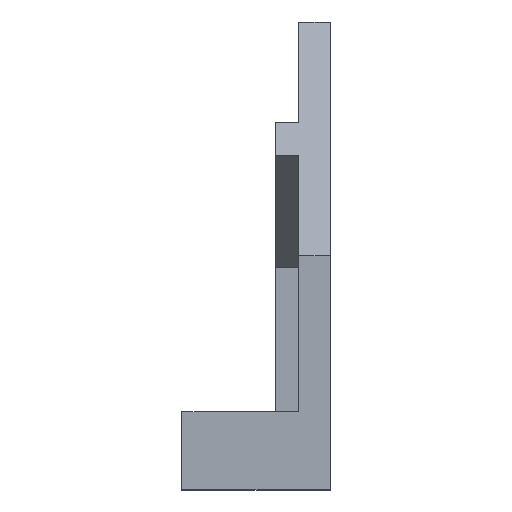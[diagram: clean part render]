
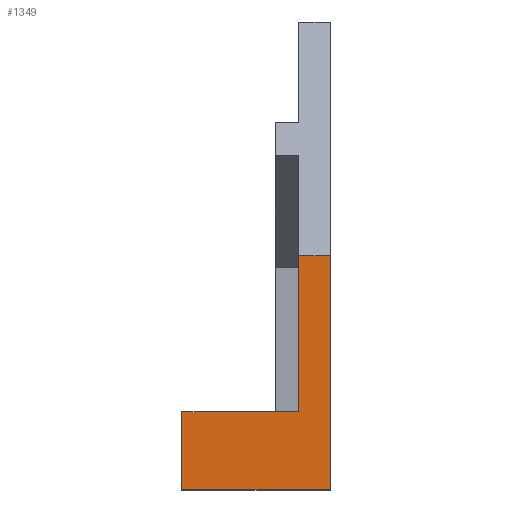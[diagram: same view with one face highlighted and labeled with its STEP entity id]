
A CAD part, left-side view. The second image highlights one B-rep face of the part: STEP entity #1349.
In plain terms, the highlighted planar face has unit normal (-1, 0, 0).
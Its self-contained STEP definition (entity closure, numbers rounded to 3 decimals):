
#12 = DIRECTION ( 'NONE',  ( 0., -1., 0. ) ) ;
#29 = ORIENTED_EDGE ( 'NONE', *, *, #1378, .T. ) ;
#72 = CARTESIAN_POINT ( 'NONE',  ( -34., 19., -30. ) ) ;
#101 = VECTOR ( 'NONE', #1345, 1000. ) ;
#134 = VECTOR ( 'NONE', #730, 1000. ) ;
#141 = LINE ( 'NONE', #241, #1180 ) ;
#159 = VERTEX_POINT ( 'NONE', #708 ) ;
#160 = ORIENTED_EDGE ( 'NONE', *, *, #988, .F. ) ;
#224 = LINE ( 'NONE', #1298, #134 ) ;
#241 = CARTESIAN_POINT ( 'NONE',  ( -34., 4., 0. ) ) ;
#282 = ORIENTED_EDGE ( 'NONE', *, *, #1295, .F. ) ;
#322 = CARTESIAN_POINT ( 'NONE',  ( -34., 19., -20. ) ) ;
#372 = ORIENTED_EDGE ( 'NONE', *, *, #454, .F. ) ;
#438 = EDGE_CURVE ( 'NONE', #1366, #159, #224, .T. ) ;
#454 = EDGE_CURVE ( 'NONE', #1368, #964, #141, .T. ) ;
#477 = VECTOR ( 'NONE', #1339, 1000. ) ;
#508 = VERTEX_POINT ( 'NONE', #950 ) ;
#522 = CARTESIAN_POINT ( 'NONE',  ( -34., 19., -30. ) ) ;
#603 = VECTOR ( 'NONE', #929, 1000. ) ;
#657 = CARTESIAN_POINT ( 'NONE',  ( -34., 4., -20. ) ) ;
#689 = ORIENTED_EDGE ( 'NONE', *, *, #438, .T. ) ;
#708 = CARTESIAN_POINT ( 'NONE',  ( -34., 0., -30. ) ) ;
#730 = DIRECTION ( 'NONE',  ( 0., -1., 0. ) ) ;
#753 = PLANE ( 'NONE',  #897 ) ;
#817 = CARTESIAN_POINT ( 'NONE',  ( -34., 0., 0. ) ) ;
#824 = ORIENTED_EDGE ( 'NONE', *, *, #1359, .F. ) ;
#846 = DIRECTION ( 'NONE',  ( 0., 0., 1. ) ) ;
#881 = LINE ( 'NONE', #1104, #1494 ) ;
#897 = AXIS2_PLACEMENT_3D ( 'NONE', #1000, #1218, #1108 ) ;
#929 = DIRECTION ( 'NONE',  ( 0., 0., 1. ) ) ;
#950 = CARTESIAN_POINT ( 'NONE',  ( -34., 0., 0. ) ) ;
#964 = VERTEX_POINT ( 'NONE', #1135 ) ;
#988 = EDGE_CURVE ( 'NONE', #964, #508, #881, .T. ) ;
#1000 = CARTESIAN_POINT ( 'NONE',  ( -34., 4., 0. ) ) ;
#1039 = EDGE_LOOP ( 'NONE', ( #29, #160, #372, #282, #824, #689 ) ) ;
#1104 = CARTESIAN_POINT ( 'NONE',  ( -34., 4., 0. ) ) ;
#1108 = DIRECTION ( 'NONE',  ( 0., 0., -1. ) ) ;
#1115 = LINE ( 'NONE', #522, #101 ) ;
#1135 = CARTESIAN_POINT ( 'NONE',  ( -34., 4., 0. ) ) ;
#1180 = VECTOR ( 'NONE', #846, 1000. ) ;
#1218 = DIRECTION ( 'NONE',  ( 1., 0., 0. ) ) ;
#1283 = CARTESIAN_POINT ( 'NONE',  ( -34., 19., -20. ) ) ;
#1295 = EDGE_CURVE ( 'NONE', #1492, #1368, #1478, .T. ) ;
#1298 = CARTESIAN_POINT ( 'NONE',  ( -34., 4., -30. ) ) ;
#1339 = DIRECTION ( 'NONE',  ( 0., -1., 0. ) ) ;
#1345 = DIRECTION ( 'NONE',  ( 0., 0., 1. ) ) ;
#1349 = ADVANCED_FACE ( 'NONE', ( #1439 ), #753, .F. ) ;
#1359 = EDGE_CURVE ( 'NONE', #1366, #1492, #1115, .T. ) ;
#1366 = VERTEX_POINT ( 'NONE', #72 ) ;
#1368 = VERTEX_POINT ( 'NONE', #657 ) ;
#1370 = LINE ( 'NONE', #817, #603 ) ;
#1378 = EDGE_CURVE ( 'NONE', #159, #508, #1370, .T. ) ;
#1439 = FACE_OUTER_BOUND ( 'NONE', #1039, .T. ) ;
#1478 = LINE ( 'NONE', #322, #477 ) ;
#1492 = VERTEX_POINT ( 'NONE', #1283 ) ;
#1494 = VECTOR ( 'NONE', #12, 1000. ) ;
